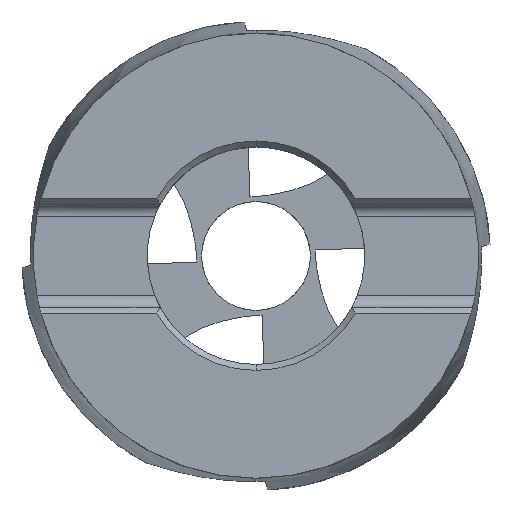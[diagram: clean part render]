
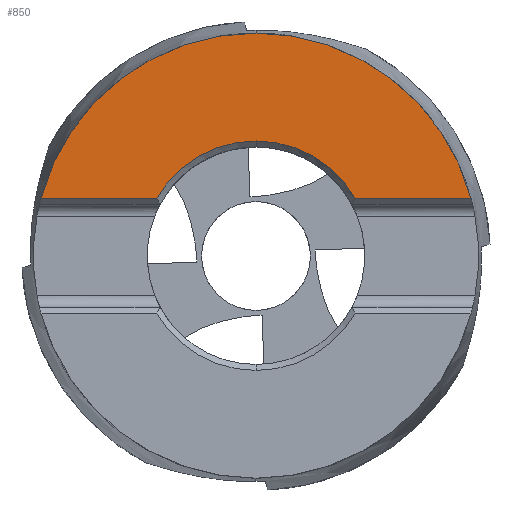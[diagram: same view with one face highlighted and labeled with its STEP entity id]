
A CAD part, top view. The second image highlights one B-rep face of the part: STEP entity #850.
In plain terms, the highlighted planar face has unit normal (0, 0, 1).
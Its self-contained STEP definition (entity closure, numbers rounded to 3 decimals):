
#664=VERTEX_POINT('',#1929);
#686=EDGE_CURVE('',#992,#1252,#1954,.T.);
#774=VERTEX_POINT('',#2052);
#850=ADVANCED_FACE('',(#2134),#2135,.T.);
#956=VERTEX_POINT('',#2247);
#992=VERTEX_POINT('',#2284);
#1026=EDGE_CURVE('',#1298,#956,#2322,.T.);
#1108=EDGE_CURVE('',#1298,#664,#2410,.T.);
#1144=EDGE_CURVE('',#956,#774,#2448,.T.);
#1252=VERTEX_POINT('',#2568);
#1298=VERTEX_POINT('',#2619);
#1332=EDGE_CURVE('',#664,#992,#2656,.T.);
#1480=EDGE_CURVE('',#1252,#774,#2815,.T.);
#1929=CARTESIAN_POINT('',(-10.046,5.8,0.));
#1954=CIRCLE('',#3395,11.6);
#2052=CARTESIAN_POINT('',(21.74,5.8,0.0));
#2134=FACE_OUTER_BOUND('',#3857,.T.);
#2135=PLANE('',#3858);
#2247=CARTESIAN_POINT('',(0.,22.5,0.0));
#2284=CARTESIAN_POINT('',(0.,11.6,0.0));
#2322=CIRCLE('',#4299,22.5);
#2410=LINE('',#4548,#4549);
#2448=CIRCLE('',#4682,22.5);
#2568=CARTESIAN_POINT('',(10.046,5.8,0.));
#2619=CARTESIAN_POINT('',(-21.74,5.8,0.0));
#2656=CIRCLE('',#5062,11.6);
#2815=LINE('',#5381,#5382);
#3395=AXIS2_PLACEMENT_3D('',#6400,#6401,#6402);
#3857=EDGE_LOOP('',(#6648,#6649,#6650,#6651,#6652,#6653));
#3858=AXIS2_PLACEMENT_3D('',#6654,#6655,#6656);
#4299=AXIS2_PLACEMENT_3D('',#6827,#6828,#6829);
#4548=CARTESIAN_POINT('',(11.25,5.8,0.0));
#4549=VECTOR('',#6905,1.0);
#4682=AXIS2_PLACEMENT_3D('',#6939,#6940,#6941);
#5062=AXIS2_PLACEMENT_3D('',#7196,#7197,#7198);
#5381=CARTESIAN_POINT('',(11.25,5.8,0.0));
#5382=VECTOR('',#7371,1.0);
#6400=CARTESIAN_POINT('',(0.0,0.0,0.0));
#6401=DIRECTION('',(-0.0,0.0,-1.0));
#6402=DIRECTION('',(0.0,1.0,0.0));
#6648=ORIENTED_EDGE('',*,*,#1108,.T.);
#6649=ORIENTED_EDGE('',*,*,#1332,.T.);
#6650=ORIENTED_EDGE('',*,*,#686,.T.);
#6651=ORIENTED_EDGE('',*,*,#1480,.T.);
#6652=ORIENTED_EDGE('',*,*,#1144,.F.);
#6653=ORIENTED_EDGE('',*,*,#1026,.F.);
#6654=CARTESIAN_POINT('',(0.0,11.25,0.0));
#6655=DIRECTION('',(-0.0,0.0,1.0));
#6656=DIRECTION('',(0.0,-1.0,0.0));
#6827=CARTESIAN_POINT('',(0.0,0.0,0.0));
#6828=DIRECTION('',(0.0,0.0,-1.0));
#6829=DIRECTION('',(0.0,1.0,0.0));
#6905=DIRECTION('',(1.0,0.0,0.0));
#6939=CARTESIAN_POINT('',(0.0,0.0,0.0));
#6940=DIRECTION('',(0.0,0.0,-1.0));
#6941=DIRECTION('',(0.0,1.0,0.0));
#7196=CARTESIAN_POINT('',(0.0,0.0,0.0));
#7197=DIRECTION('',(-0.0,0.0,-1.0));
#7198=DIRECTION('',(0.0,1.0,0.0));
#7371=DIRECTION('',(1.0,0.0,0.0));
